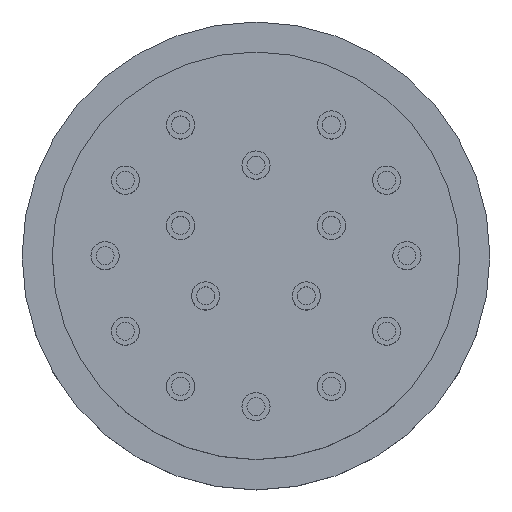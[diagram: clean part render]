
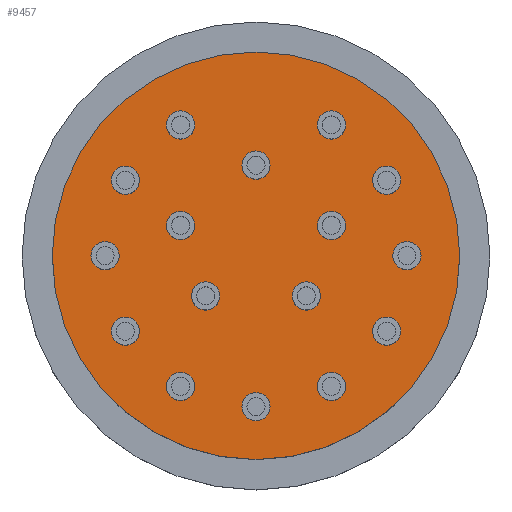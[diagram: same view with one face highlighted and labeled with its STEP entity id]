
A CAD part, top view. The second image highlights one B-rep face of the part: STEP entity #9457.
In plain terms, the highlighted planar face has unit normal (0, 0, 1).
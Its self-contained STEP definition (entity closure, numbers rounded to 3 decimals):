
#195=CIRCLE($,#9855,1.4);
#199=CIRCLE($,#9862,1.4);
#203=CIRCLE($,#9869,1.4);
#207=CIRCLE($,#9876,1.4);
#211=CIRCLE($,#9883,1.4);
#215=CIRCLE($,#9890,1.4);
#219=CIRCLE($,#9897,1.4);
#223=CIRCLE($,#9904,1.4);
#227=CIRCLE($,#9911,1.4);
#231=CIRCLE($,#9918,1.4);
#235=CIRCLE($,#9925,1.4);
#239=CIRCLE($,#9932,1.4);
#243=CIRCLE($,#9939,1.4);
#247=CIRCLE($,#9946,1.4);
#251=CIRCLE($,#9953,1.4);
#255=CIRCLE($,#9960,1.4);
#256=CIRCLE($,#9963,20.25);
#444=FACE_BOUND($,#1915,.T.);
#445=FACE_BOUND($,#1916,.T.);
#446=FACE_BOUND($,#1917,.T.);
#447=FACE_BOUND($,#1918,.T.);
#448=FACE_BOUND($,#1919,.T.);
#449=FACE_BOUND($,#1920,.T.);
#450=FACE_BOUND($,#1921,.T.);
#451=FACE_BOUND($,#1922,.T.);
#452=FACE_BOUND($,#1923,.T.);
#453=FACE_BOUND($,#1924,.T.);
#454=FACE_BOUND($,#1925,.T.);
#455=FACE_BOUND($,#1926,.T.);
#456=FACE_BOUND($,#1927,.T.);
#457=FACE_BOUND($,#1928,.T.);
#458=FACE_BOUND($,#1929,.T.);
#459=FACE_BOUND($,#1930,.T.);
#460=FACE_BOUND($,#1931,.T.);
#705=PLANE($,#9962);
#1915=EDGE_LOOP($,(#8231));
#1916=EDGE_LOOP($,(#8232));
#1917=EDGE_LOOP($,(#8233));
#1918=EDGE_LOOP($,(#8234));
#1919=EDGE_LOOP($,(#8235));
#1920=EDGE_LOOP($,(#8236));
#1921=EDGE_LOOP($,(#8237));
#1922=EDGE_LOOP($,(#8238));
#1923=EDGE_LOOP($,(#8239));
#1924=EDGE_LOOP($,(#8240));
#1925=EDGE_LOOP($,(#8241));
#1926=EDGE_LOOP($,(#8242));
#1927=EDGE_LOOP($,(#8243));
#1928=EDGE_LOOP($,(#8244));
#1929=EDGE_LOOP($,(#8245));
#1930=EDGE_LOOP($,(#8246));
#1931=EDGE_LOOP($,(#8247));
#4541=VERTEX_POINT($,#16523);
#4545=VERTEX_POINT($,#16534);
#4549=VERTEX_POINT($,#16545);
#4553=VERTEX_POINT($,#16556);
#4557=VERTEX_POINT($,#16567);
#4561=VERTEX_POINT($,#16578);
#4565=VERTEX_POINT($,#16589);
#4569=VERTEX_POINT($,#16600);
#4573=VERTEX_POINT($,#16611);
#4577=VERTEX_POINT($,#16622);
#4581=VERTEX_POINT($,#16633);
#4585=VERTEX_POINT($,#16644);
#4589=VERTEX_POINT($,#16655);
#4593=VERTEX_POINT($,#16666);
#4597=VERTEX_POINT($,#16677);
#4601=VERTEX_POINT($,#16688);
#4602=VERTEX_POINT($,#16692);
#5765=EDGE_CURVE($,#4541,#4541,#195,.T.);
#5769=EDGE_CURVE($,#4545,#4545,#199,.T.);
#5773=EDGE_CURVE($,#4549,#4549,#203,.T.);
#5777=EDGE_CURVE($,#4553,#4553,#207,.T.);
#5781=EDGE_CURVE($,#4557,#4557,#211,.T.);
#5785=EDGE_CURVE($,#4561,#4561,#215,.T.);
#5789=EDGE_CURVE($,#4565,#4565,#219,.T.);
#5793=EDGE_CURVE($,#4569,#4569,#223,.T.);
#5797=EDGE_CURVE($,#4573,#4573,#227,.T.);
#5801=EDGE_CURVE($,#4577,#4577,#231,.T.);
#5805=EDGE_CURVE($,#4581,#4581,#235,.T.);
#5809=EDGE_CURVE($,#4585,#4585,#239,.T.);
#5813=EDGE_CURVE($,#4589,#4589,#243,.T.);
#5817=EDGE_CURVE($,#4593,#4593,#247,.T.);
#5821=EDGE_CURVE($,#4597,#4597,#251,.T.);
#5825=EDGE_CURVE($,#4601,#4601,#255,.T.);
#5826=EDGE_CURVE($,#4602,#4602,#256,.T.);
#8231=ORIENTED_EDGE($,*,*,#5765,.T.);
#8232=ORIENTED_EDGE($,*,*,#5769,.T.);
#8233=ORIENTED_EDGE($,*,*,#5773,.T.);
#8234=ORIENTED_EDGE($,*,*,#5777,.T.);
#8235=ORIENTED_EDGE($,*,*,#5781,.T.);
#8236=ORIENTED_EDGE($,*,*,#5785,.T.);
#8237=ORIENTED_EDGE($,*,*,#5789,.T.);
#8238=ORIENTED_EDGE($,*,*,#5793,.T.);
#8239=ORIENTED_EDGE($,*,*,#5797,.T.);
#8240=ORIENTED_EDGE($,*,*,#5801,.T.);
#8241=ORIENTED_EDGE($,*,*,#5805,.T.);
#8242=ORIENTED_EDGE($,*,*,#5809,.T.);
#8243=ORIENTED_EDGE($,*,*,#5813,.T.);
#8244=ORIENTED_EDGE($,*,*,#5817,.T.);
#8245=ORIENTED_EDGE($,*,*,#5821,.T.);
#8246=ORIENTED_EDGE($,*,*,#5825,.T.);
#8247=ORIENTED_EDGE($,*,*,#5826,.F.);
#9457=ADVANCED_FACE($,(#444,#445,#446,#447,#448,#449,#450,#451,#452,#453,
#454,#455,#456,#457,#458,#459,#460),#705,.F.);
#9855=AXIS2_PLACEMENT_3D($,#16524,#11444,#11445);
#9862=AXIS2_PLACEMENT_3D($,#16535,#11458,#11459);
#9869=AXIS2_PLACEMENT_3D($,#16546,#11472,#11473);
#9876=AXIS2_PLACEMENT_3D($,#16557,#11486,#11487);
#9883=AXIS2_PLACEMENT_3D($,#16568,#11500,#11501);
#9890=AXIS2_PLACEMENT_3D($,#16579,#11514,#11515);
#9897=AXIS2_PLACEMENT_3D($,#16590,#11528,#11529);
#9904=AXIS2_PLACEMENT_3D($,#16601,#11542,#11543);
#9911=AXIS2_PLACEMENT_3D($,#16612,#11556,#11557);
#9918=AXIS2_PLACEMENT_3D($,#16623,#11570,#11571);
#9925=AXIS2_PLACEMENT_3D($,#16634,#11584,#11585);
#9932=AXIS2_PLACEMENT_3D($,#16645,#11598,#11599);
#9939=AXIS2_PLACEMENT_3D($,#16656,#11612,#11613);
#9946=AXIS2_PLACEMENT_3D($,#16667,#11626,#11627);
#9953=AXIS2_PLACEMENT_3D($,#16678,#11640,#11641);
#9960=AXIS2_PLACEMENT_3D($,#16689,#11654,#11655);
#9962=AXIS2_PLACEMENT_3D($,#16691,#11658,#11659);
#9963=AXIS2_PLACEMENT_3D($,#16693,#11660,#11661);
#11444=DIRECTION('center_axis',(0.,0.,-1.));
#11445=DIRECTION('ref_axis',(-1.,0.,0.));
#11458=DIRECTION('center_axis',(0.,0.,-1.));
#11459=DIRECTION('ref_axis',(-1.,0.,0.));
#11472=DIRECTION('center_axis',(0.,0.,-1.));
#11473=DIRECTION('ref_axis',(-1.,0.,0.));
#11486=DIRECTION('center_axis',(0.,0.,-1.));
#11487=DIRECTION('ref_axis',(-1.,0.,0.));
#11500=DIRECTION('center_axis',(0.,0.,-1.));
#11501=DIRECTION('ref_axis',(-1.,0.,0.));
#11514=DIRECTION('center_axis',(0.,0.,-1.));
#11515=DIRECTION('ref_axis',(-1.,0.,0.));
#11528=DIRECTION('center_axis',(0.,0.,-1.));
#11529=DIRECTION('ref_axis',(-1.,0.,0.));
#11542=DIRECTION('center_axis',(0.,0.,-1.));
#11543=DIRECTION('ref_axis',(-1.,0.,0.));
#11556=DIRECTION('center_axis',(0.,0.,-1.));
#11557=DIRECTION('ref_axis',(-1.,0.,0.));
#11570=DIRECTION('center_axis',(0.,0.,-1.));
#11571=DIRECTION('ref_axis',(-1.,0.,0.));
#11584=DIRECTION('center_axis',(0.,0.,-1.));
#11585=DIRECTION('ref_axis',(-1.,0.,0.));
#11598=DIRECTION('center_axis',(0.,0.,-1.));
#11599=DIRECTION('ref_axis',(-1.,0.,0.));
#11612=DIRECTION('center_axis',(0.,0.,-1.));
#11613=DIRECTION('ref_axis',(-1.,0.,0.));
#11626=DIRECTION('center_axis',(0.,0.,-1.));
#11627=DIRECTION('ref_axis',(-1.,0.,0.));
#11640=DIRECTION('center_axis',(0.,0.,-1.));
#11641=DIRECTION('ref_axis',(-1.,0.,0.));
#11654=DIRECTION('center_axis',(0.,0.,-1.));
#11655=DIRECTION('ref_axis',(-1.,0.,0.));
#11658=DIRECTION('center_axis',(0.,0.,-1.));
#11659=DIRECTION('ref_axis',(-1.,0.,0.));
#11660=DIRECTION('center_axis',(0.,0.,-1.));
#11661=DIRECTION('ref_axis',(-1.,0.,0.));
#16523=CARTESIAN_POINT('',(6.4,-4.,25.3));
#16524=CARTESIAN_POINT('Origin',(5.,-4.,25.3));
#16534=CARTESIAN_POINT('',(-3.6,-4.,25.3));
#16535=CARTESIAN_POINT('Origin',(-5.,-4.,25.3));
#16545=CARTESIAN_POINT('',(8.9,3.,25.3));
#16546=CARTESIAN_POINT('Origin',(7.5,3.,25.3));
#16556=CARTESIAN_POINT('',(-6.1,3.,25.3));
#16557=CARTESIAN_POINT('Origin',(-7.5,3.,25.3));
#16567=CARTESIAN_POINT('',(1.4,9.,25.3));
#16568=CARTESIAN_POINT('Origin',(0.,9.,25.3));
#16578=CARTESIAN_POINT('',(-6.1,-12.99,25.3));
#16579=CARTESIAN_POINT('Origin',(-7.5,-12.99,25.3));
#16589=CARTESIAN_POINT('',(-11.59,-7.5,25.3));
#16590=CARTESIAN_POINT('Origin',(-12.99,-7.5,25.3));
#16600=CARTESIAN_POINT('',(-13.6,0.,25.3));
#16601=CARTESIAN_POINT('Origin',(-15.,0.,25.3));
#16611=CARTESIAN_POINT('',(-11.59,7.5,25.3));
#16612=CARTESIAN_POINT('Origin',(-12.99,7.5,25.3));
#16622=CARTESIAN_POINT('',(-6.1,12.99,25.3));
#16623=CARTESIAN_POINT('Origin',(-7.5,12.99,25.3));
#16633=CARTESIAN_POINT('',(8.9,12.99,25.3));
#16634=CARTESIAN_POINT('Origin',(7.5,12.99,25.3));
#16644=CARTESIAN_POINT('',(14.39,7.5,25.3));
#16645=CARTESIAN_POINT('Origin',(12.99,7.5,25.3));
#16655=CARTESIAN_POINT('',(16.4,0.,25.3));
#16656=CARTESIAN_POINT('Origin',(15.,0.,25.3));
#16666=CARTESIAN_POINT('',(14.39,-7.5,25.3));
#16667=CARTESIAN_POINT('Origin',(12.99,-7.5,25.3));
#16677=CARTESIAN_POINT('',(8.9,-12.99,25.3));
#16678=CARTESIAN_POINT('Origin',(7.5,-12.99,25.3));
#16688=CARTESIAN_POINT('',(1.4,-15.,25.3));
#16689=CARTESIAN_POINT('Origin',(0.,-15.,25.3));
#16691=CARTESIAN_POINT('Origin',(0.,0.,25.3));
#16692=CARTESIAN_POINT('',(20.25,0.,25.3));
#16693=CARTESIAN_POINT('Origin',(0.,0.,25.3));
